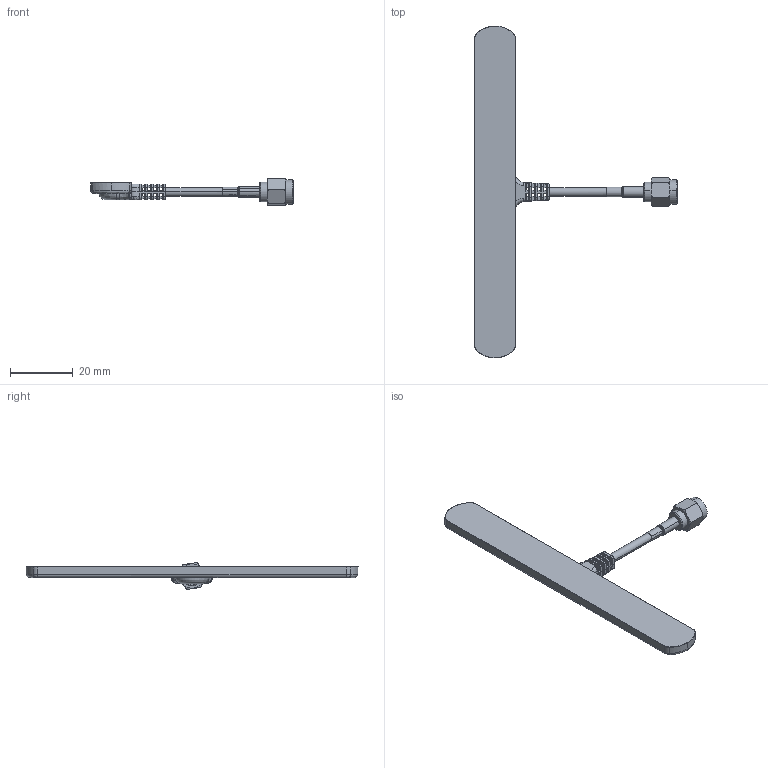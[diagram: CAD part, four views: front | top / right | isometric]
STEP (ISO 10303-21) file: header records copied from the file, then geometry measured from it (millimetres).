
FILE_DESCRIPTION (( 'STEP AP214' ), '1' );
FILE_NAME ('GSA.8822.B.301111_web.STEP', '2022-03-16T09:39:26', ( '' ), ( '' ), 'SwSTEP 2.0', 'SolidWorks 2018', '' );
FILE_SCHEMA (( 'AUTOMOTIVE_DESIGN' ));
Length unit declared in the file: millimetre
Products named in the file (1): GSA.8822.B.301111_web
Bounding box: 64.7 x 105.99 x 8.6 mm (x, y, z)
Surface area: 4614.9 mm2 (no closed solid volume)
Topology: 0 solids, 15 shells, 527 faces, 1792 edges, 1231 vertices
Faces by surface type: cylinder 214, bspline 168, plane 104, cone 27, torus 14
Entity records: 35578 total; most frequent: CARTESIAN_POINT 17246, ORIENTED_EDGE 2945, EDGE_CURVE 1790, DIRECTION 1718, VERTEX_POINT 1231, B_SPLINE_CURVE_WITH_KNOTS 912, AXIS2_PLACEMENT_3D 603, EDGE_LOOP 564
